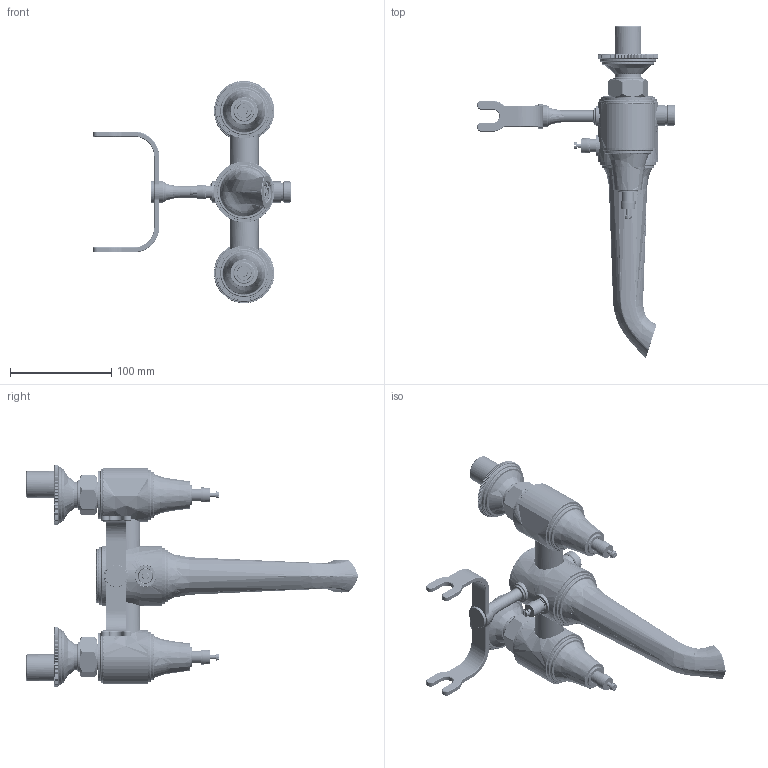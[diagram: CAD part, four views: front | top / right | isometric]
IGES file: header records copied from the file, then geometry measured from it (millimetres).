
Global section: file name: v632 bsm 2-hole wall 160-CTRS; native system: Autodesk Inventor 2018; preprocessor: unknown; author: mblakey; date: 20190709.144503; units: millimetre
Bounding box: 195.55 x 327.89 x 220.2 mm (x, y, z)
Volume: 697635.3 mm3; surface area: 284283.2 mm2
Topology: 71 solids, 72 shells, 4610 faces, 11849 edges, 7651 vertices
Faces by surface type: bspline 4610
